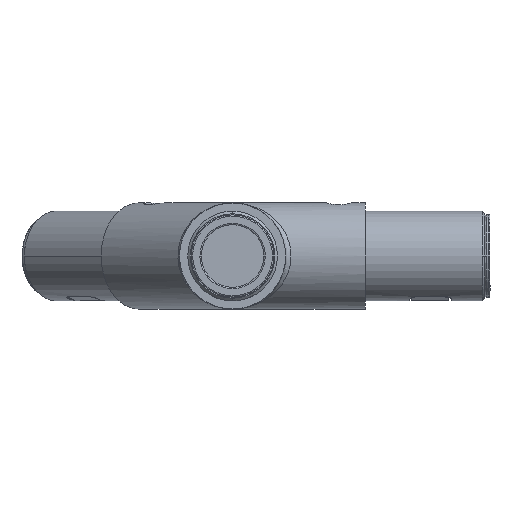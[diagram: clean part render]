
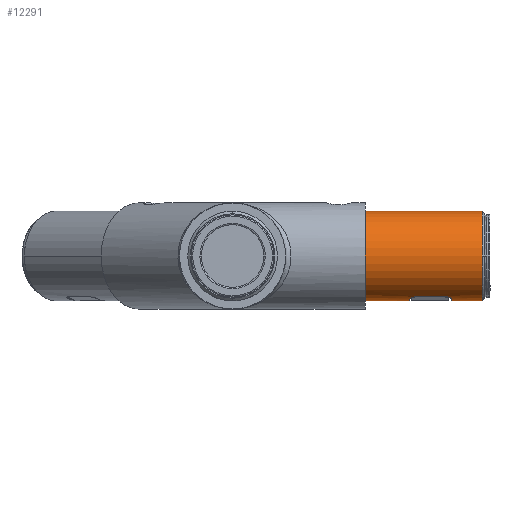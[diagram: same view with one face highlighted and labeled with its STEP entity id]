
A CAD part, left-side view. The second image highlights one B-rep face of the part: STEP entity #12291.
In plain terms, the highlighted cylindrical face has radius 16.9 mm (diameter 33.8 mm), a partial arc.
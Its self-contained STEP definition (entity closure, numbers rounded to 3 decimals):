
#315 = CARTESIAN_POINT ( 'NONE',  ( 166.03, -68.644, 2.486 ) ) ;
#326 = CARTESIAN_POINT ( 'NONE',  ( 159.099, -54.682, -12.928 ) ) ;
#517 = AXIS2_PLACEMENT_3D ( 'NONE', #315, #8144, #19683 ) ;
#530 = FACE_OUTER_BOUND ( 'NONE', #9391, .T. ) ;
#732 = CIRCLE ( 'NONE', #9825, 16.9 ) ;
#802 = VERTEX_POINT ( 'NONE', #1631 ) ;
#872 = DIRECTION ( 'NONE',  ( 0., -1., 0. ) ) ;
#971 = CARTESIAN_POINT ( 'NONE',  ( 166.03, -56.144, -14.414 ) ) ;
#1136 = CARTESIAN_POINT ( 'NONE',  ( 160.137, -40.816, -13.354 ) ) ;
#1147 = ORIENTED_EDGE ( 'NONE', *, *, #5438, .F. ) ;
#1622 = CARTESIAN_POINT ( 'NONE',  ( 166.03, -68.644, -14.414 ) ) ;
#1631 = CARTESIAN_POINT ( 'NONE',  ( 161.03, -56.144, -13.658 ) ) ;
#2314 = DIRECTION ( 'NONE',  ( 0., 1., 0. ) ) ;
#2329 = CARTESIAN_POINT ( 'NONE',  ( 159.03, -54.28, -12.896 ) ) ;
#2358 = EDGE_CURVE ( 'NONE', #17258, #3611, #17587, .T. ) ;
#2489 = DIRECTION ( 'NONE',  ( 0., 1., 0. ) ) ;
#2505 = CARTESIAN_POINT ( 'NONE',  ( 160.023, -40.891, -13.311 ) ) ;
#2524 = VECTOR ( 'NONE', #10670, 1000. ) ;
#2635 =( BOUNDED_CURVE ( )  B_SPLINE_CURVE ( 3, ( #7245, #18277, #15086, #3663 ),
 .UNSPECIFIED., .F., .T. ) 
 B_SPLINE_CURVE_WITH_KNOTS ( ( 4, 4 ),
 ( 5.983, 6.283 ),
 .UNSPECIFIED. ) 
 CURVE ( )  GEOMETRIC_REPRESENTATION_ITEM ( )  RATIONAL_B_SPLINE_CURVE ( ( 1., 0.992, 0.992, 1. ) ) 
 REPRESENTATION_ITEM ( '' )  );
#2834 = ORIENTED_EDGE ( 'NONE', *, *, #15896, .F. ) ;
#2842 = LINE ( 'NONE', #20629, #2524 ) ;
#3144 = CARTESIAN_POINT ( 'NONE',  ( 166.03, -67.644, 19.386 ) ) ;
#3388 = DIRECTION ( 'NONE',  ( 0., 1., 0. ) ) ;
#3390 = CARTESIAN_POINT ( 'NONE',  ( 159.309, -55.171, -13.021 ) ) ;
#3555 = AXIS2_PLACEMENT_3D ( 'NONE', #18587, #2489, #10849 ) ;
#3611 = VERTEX_POINT ( 'NONE', #7201 ) ;
#3663 = CARTESIAN_POINT ( 'NONE',  ( 166.03, -40.319, -14.414 ) ) ;
#3905 = CARTESIAN_POINT ( 'NONE',  ( 166.03, -68.644, 19.386 ) ) ;
#4412 = CARTESIAN_POINT ( 'NONE',  ( 160.757, -40.544, -13.573 ) ) ;
#4418 = VERTEX_POINT ( 'NONE', #7981 ) ;
#4983 = CARTESIAN_POINT ( 'NONE',  ( 160.517, -56.094, -13.492 ) ) ;
#5430 = CIRCLE ( 'NONE', #12530, 16.9 ) ;
#5438 = EDGE_CURVE ( 'NONE', #9516, #802, #10358, .T. ) ;
#5481 = ORIENTED_EDGE ( 'NONE', *, *, #2358, .F. ) ;
#5889 = CARTESIAN_POINT ( 'NONE',  ( 159.139, -42.097, -12.945 ) ) ;
#6668 = CARTESIAN_POINT ( 'NONE',  ( 161.03, -56.144, -13.658 ) ) ;
#6778 = VERTEX_POINT ( 'NONE', #17477 ) ;
#6875 = CARTESIAN_POINT ( 'NONE',  ( 159.728, -55.667, -13.196 ) ) ;
#6916 = CIRCLE ( 'NONE', #7251, 16.9 ) ;
#7201 = CARTESIAN_POINT ( 'NONE',  ( 166.03, -23.644, -14.414 ) ) ;
#7245 = CARTESIAN_POINT ( 'NONE',  ( 161.03, -40.521, -13.658 ) ) ;
#7251 = AXIS2_PLACEMENT_3D ( 'NONE', #11829, #8653, #15100 ) ;
#7299 = CARTESIAN_POINT ( 'NONE',  ( 159.03, -54.144, -12.896 ) ) ;
#7477 = CARTESIAN_POINT ( 'NONE',  ( 159.03, -42.796, -12.896 ) ) ;
#7583 = CARTESIAN_POINT ( 'NONE',  ( 160.494, -40.626, -13.484 ) ) ;
#7943 = CARTESIAN_POINT ( 'NONE',  ( 166.03, -68.644, -14.414 ) ) ;
#7981 = CARTESIAN_POINT ( 'NONE',  ( 149.13, -67.644, 2.486 ) ) ;
#8144 = DIRECTION ( 'NONE',  ( 0., 1., 0. ) ) ;
#8368 = CARTESIAN_POINT ( 'NONE',  ( 159.03, -42.796, -12.896 ) ) ;
#8375 = EDGE_CURVE ( 'NONE', #14292, #15893, #2842, .T. ) ;
#8575 = DIRECTION ( 'NONE',  ( 0., 0., 1. ) ) ;
#8653 = DIRECTION ( 'NONE',  ( 0., 1., 0. ) ) ;
#8666 = ORIENTED_EDGE ( 'NONE', *, *, #17052, .F. ) ;
#8676 = EDGE_CURVE ( 'NONE', #3611, #15863, #6916, .T. ) ;
#9180 = CARTESIAN_POINT ( 'NONE',  ( 159.448, -41.474, -13.08 ) ) ;
#9281 = CARTESIAN_POINT ( 'NONE',  ( 159.81, -41.061, -13.228 ) ) ;
#9350 = EDGE_CURVE ( 'NONE', #12563, #15863, #18414, .T. ) ;
#9391 = EDGE_LOOP ( 'NONE', ( #8666, #12040, #15401, #10276, #20410, #5481, #12794, #19051, #14477, #2834, #1147 ) ) ;
#9516 = VERTEX_POINT ( 'NONE', #971 ) ;
#9825 = AXIS2_PLACEMENT_3D ( 'NONE', #18345, #872, #13657 ) ;
#9840 = CARTESIAN_POINT ( 'NONE',  ( 159.244, -55.053, -12.992 ) ) ;
#9948 = CARTESIAN_POINT ( 'NONE',  ( 160.045, -55.889, -13.319 ) ) ;
#10276 = ORIENTED_EDGE ( 'NONE', *, *, #9350, .T. ) ;
#10358 = CIRCLE ( 'NONE', #3555, 16.9 ) ;
#10509 = VECTOR ( 'NONE', #13711, 1000. ) ;
#10670 = DIRECTION ( 'NONE',  ( 0., 1., 0. ) ) ;
#10849 = DIRECTION ( 'NONE',  ( 0., 0., 1. ) ) ;
#11086 = B_SPLINE_CURVE_WITH_KNOTS ( 'NONE', 3,
 ( #7477, #20513, #14241, #13924, #5889, #20717, #17328, #9180, #15737, #15631, #9281, #2505, #1136, #7583, #4412, #20922 ),
 .UNSPECIFIED., .F., .F.,
 ( 4, 2, 2, 2, 2, 2, 2, 4 ),
 ( 0., 0., 0.001, 0.001, 0.002, 0.002, 0.003, 0.003 ),
 .UNSPECIFIED. ) ;
#11417 = EDGE_CURVE ( 'NONE', #4418, #6778, #5430, .T. ) ;
#11436 = CARTESIAN_POINT ( 'NONE',  ( 160.158, -55.948, -13.362 ) ) ;
#11829 = CARTESIAN_POINT ( 'NONE',  ( 166.03, -23.644, 2.486 ) ) ;
#11880 = CARTESIAN_POINT ( 'NONE',  ( 159.03, -54.144, -12.896 ) ) ;
#12040 = ORIENTED_EDGE ( 'NONE', *, *, #11417, .F. ) ;
#12291 = ADVANCED_FACE ( 'NONE', ( #530 ), #13009, .T. ) ;
#12530 = AXIS2_PLACEMENT_3D ( 'NONE', #13528, #13634, #8575 ) ;
#12563 = VERTEX_POINT ( 'NONE', #3144 ) ;
#12794 = ORIENTED_EDGE ( 'NONE', *, *, #18078, .F. ) ;
#13009 = CYLINDRICAL_SURFACE ( 'NONE', #517, 16.9 ) ;
#13528 = CARTESIAN_POINT ( 'NONE',  ( 166.03, -67.644, 2.486 ) ) ;
#13634 = DIRECTION ( 'NONE',  ( 0., -1., 0. ) ) ;
#13657 = DIRECTION ( 'NONE',  ( 0., 0., 1. ) ) ;
#13711 = DIRECTION ( 'NONE',  ( 0., 1., 0. ) ) ;
#13924 = CARTESIAN_POINT ( 'NONE',  ( 159.098, -42.235, -12.927 ) ) ;
#14241 = CARTESIAN_POINT ( 'NONE',  ( 159.045, -42.511, -12.903 ) ) ;
#14292 = VERTEX_POINT ( 'NONE', #11880 ) ;
#14419 = LINE ( 'NONE', #1622, #10509 ) ;
#14477 = ORIENTED_EDGE ( 'NONE', *, *, #8375, .F. ) ;
#14709 = CARTESIAN_POINT ( 'NONE',  ( 166.03, -23.644, 19.386 ) ) ;
#14811 = CARTESIAN_POINT ( 'NONE',  ( 159.458, -55.387, -13.084 ) ) ;
#14918 = CARTESIAN_POINT ( 'NONE',  ( 159.83, -55.749, -13.236 ) ) ;
#15086 = CARTESIAN_POINT ( 'NONE',  ( 164.332, -40.319, -14.414 ) ) ;
#15100 = DIRECTION ( 'NONE',  ( 0., 0., 1. ) ) ;
#15401 = ORIENTED_EDGE ( 'NONE', *, *, #17321, .F. ) ;
#15631 = CARTESIAN_POINT ( 'NONE',  ( 159.711, -41.156, -13.189 ) ) ;
#15737 = CARTESIAN_POINT ( 'NONE',  ( 159.531, -41.361, -13.115 ) ) ;
#15863 = VERTEX_POINT ( 'NONE', #14709 ) ;
#15893 = VERTEX_POINT ( 'NONE', #8368 ) ;
#15896 = EDGE_CURVE ( 'NONE', #802, #14292, #17433, .T. ) ;
#16159 = CARTESIAN_POINT ( 'NONE',  ( 161.03, -40.521, -13.658 ) ) ;
#16304 = CARTESIAN_POINT ( 'NONE',  ( 159.139, -54.809, -12.946 ) ) ;
#16336 = EDGE_CURVE ( 'NONE', #15893, #18946, #11086, .T. ) ;
#16518 = CARTESIAN_POINT ( 'NONE',  ( 160.769, -56.144, -13.577 ) ) ;
#16536 = CARTESIAN_POINT ( 'NONE',  ( 166.03, -40.319, -14.414 ) ) ;
#16623 = CARTESIAN_POINT ( 'NONE',  ( 159.045, -54.417, -12.903 ) ) ;
#17052 = EDGE_CURVE ( 'NONE', #6778, #9516, #14419, .T. ) ;
#17258 = VERTEX_POINT ( 'NONE', #16536 ) ;
#17321 = EDGE_CURVE ( 'NONE', #12563, #4418, #732, .T. ) ;
#17328 = CARTESIAN_POINT ( 'NONE',  ( 159.303, -41.711, -13.018 ) ) ;
#17433 = B_SPLINE_CURVE_WITH_KNOTS ( 'NONE', 3,
 ( #6668, #16518, #4983, #11436, #9948, #14918, #6875, #19808, #14811, #3390, #9840, #16304, #326, #16623, #2329, #7299 ),
 .UNSPECIFIED., .F., .F.,
 ( 4, 2, 2, 2, 2, 2, 2, 4 ),
 ( 0., 0.001, 0.001, 0.002, 0.002, 0.002, 0.003, 0.003 ),
 .UNSPECIFIED. ) ;
#17477 = CARTESIAN_POINT ( 'NONE',  ( 166.03, -67.644, -14.414 ) ) ;
#17587 = LINE ( 'NONE', #7943, #20822 ) ;
#18078 = EDGE_CURVE ( 'NONE', #18946, #17258, #2635, .T. ) ;
#18277 = CARTESIAN_POINT ( 'NONE',  ( 162.653, -40.387, -14.16 ) ) ;
#18345 = CARTESIAN_POINT ( 'NONE',  ( 166.03, -67.644, 2.486 ) ) ;
#18414 = LINE ( 'NONE', #3905, #19095 ) ;
#18587 = CARTESIAN_POINT ( 'NONE',  ( 166.03, -56.144, 2.486 ) ) ;
#18946 = VERTEX_POINT ( 'NONE', #16159 ) ;
#19051 = ORIENTED_EDGE ( 'NONE', *, *, #16336, .F. ) ;
#19095 = VECTOR ( 'NONE', #2314, 1000. ) ;
#19683 = DIRECTION ( 'NONE',  ( 0., 0., 1. ) ) ;
#19808 = CARTESIAN_POINT ( 'NONE',  ( 159.542, -55.486, -13.119 ) ) ;
#20410 = ORIENTED_EDGE ( 'NONE', *, *, #8676, .F. ) ;
#20513 = CARTESIAN_POINT ( 'NONE',  ( 159.03, -42.652, -12.896 ) ) ;
#20629 = CARTESIAN_POINT ( 'NONE',  ( 159.03, -68.644, -12.896 ) ) ;
#20717 = CARTESIAN_POINT ( 'NONE',  ( 159.241, -41.835, -12.991 ) ) ;
#20822 = VECTOR ( 'NONE', #3388, 1000. ) ;
#20922 = CARTESIAN_POINT ( 'NONE',  ( 161.03, -40.521, -13.658 ) ) ;
